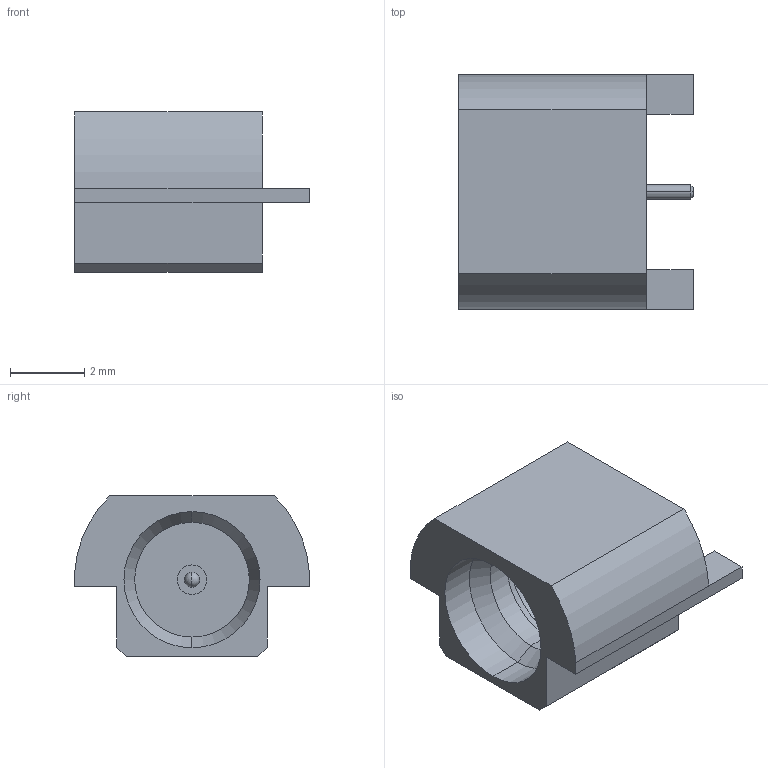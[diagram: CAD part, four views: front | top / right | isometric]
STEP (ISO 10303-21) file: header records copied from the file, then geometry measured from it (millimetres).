
FILE_DESCRIPTION((''),'2;1');
FILE_NAME('MOLEX_73415-3591.stp','2016-08-09T18:04:00',(''),(''),'Mechanical Desktop 2011','Mechanical Desktop 2011',', , ');
FILE_SCHEMA(('AUTOMOTIVE_DESIGN { 1 2 10303 214 1 1 1 1 }'));
Length unit declared in the file: millimetre
Products named in the file (1): Product
Bounding box: 6.35 x 6.34 x 4.34 mm (x, y, z)
Volume: 86.3 mm3; surface area: 196.3 mm2
Topology: 6 solids, 6 shells, 60 faces, 125 edges, 79 vertices
Faces by surface type: plane 25, cylinder 22, cone 6, bspline 5, sphere 2
Entity records: 1631 total; most frequent: DIRECTION 283, CARTESIAN_POINT 277, ORIENTED_EDGE 244, EDGE_CURVE 122, AXIS2_PLACEMENT_3D 104, VERTEX_POINT 77, VECTOR 75, LINE 75
